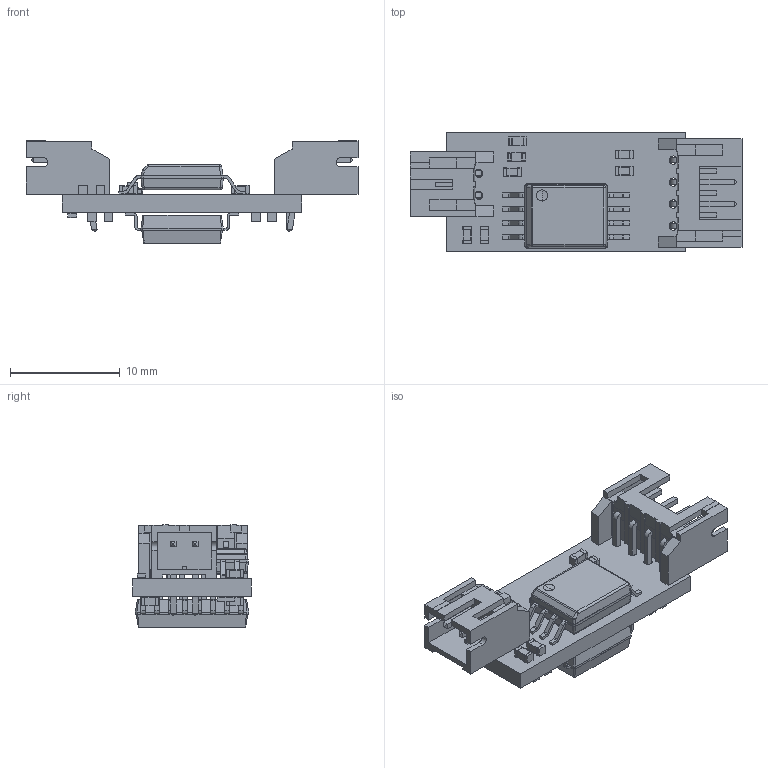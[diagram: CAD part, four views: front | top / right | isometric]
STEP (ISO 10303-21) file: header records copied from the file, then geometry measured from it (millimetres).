
FILE_DESCRIPTION(('KiCad electronic assembly'),'2;1');
FILE_NAME('INV_MotorTempIso.step','2025-02-09T10:43:10',('Pcbnew'),( 'Kicad'),'Open CASCADE STEP processor 7.8','KiCad to STEP converter' ,'Unknown');
FILE_SCHEMA(('AUTOMOTIVE_DESIGN { 1 0 10303 214 1 1 1 1 }'));
Length unit declared in the file: millimetre
Products named in the file (16): INV_MotorTempIso 1; LED_0603_1608Metric; C_0603_1608Metric; R_0603_1608Metric; JST_PH_S4B-PH-K_1x04_P2.00mm_Horizontal; JST_S4B_PH_K; ISO224ADWVR; DWV0008A_ASM; JST_PH_S2B-PH-K_1x02_P2.00mm_Horizontal; JST_S2B_PH_K; SOIC-16W_7.5x10.3mm_P1.27mm; SOIC_16W_75x103mm_P127mm; INV_MotorTempIso_PCB
Assembly tree (28 placements, depth 3):
  INV_MotorTempIso 1
    LED_0603_1608Metric
      LED_0603_1608Metric
    C_0603_1608Metric  x13
      C_0603_1608Metric
    R_0603_1608Metric  x2
      R_0603_1608Metric
    JST_PH_S4B-PH-K_1x04_P2.00mm_Horizontal
      JST_S4B_PH_K
    ISO224ADWVR
      DWV0008A_ASM
    JST_PH_S2B-PH-K_1x02_P2.00mm_Horizontal
      JST_S2B_PH_K
    SOIC-16W_7.5x10.3mm_P1.27mm
      SOIC_16W_75x103mm_P127mm
    INV_MotorTempIso_PCB
Bounding box: 30.2 x 10.79 x 9.3 mm (x, y, z)
Volume: 917.1 mm3; surface area: 1914.5 mm2
Topology: 29 solids, 29 shells, 1203 faces, 3160 edges, 2047 vertices
Faces by surface type: plane 827, cylinder 324, bspline 40, sphere 12
Full cylindrical faces by diameter (mm): 0.6 x1, 0.75 x6
Entity records: 30817 total; most frequent: CARTESIAN_POINT 4819, ORIENTED_EDGE 4452, DIRECTION 4172, EDGE_CURVE 2226, LINE 1844, VECTOR 1844, VERTEX_POINT 1427, AXIS2_PLACEMENT_3D 1164
